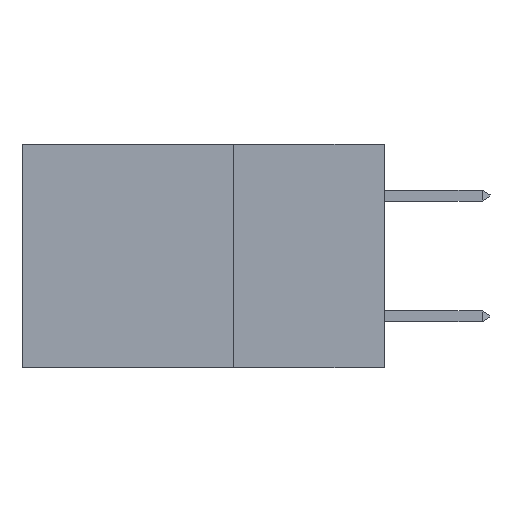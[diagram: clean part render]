
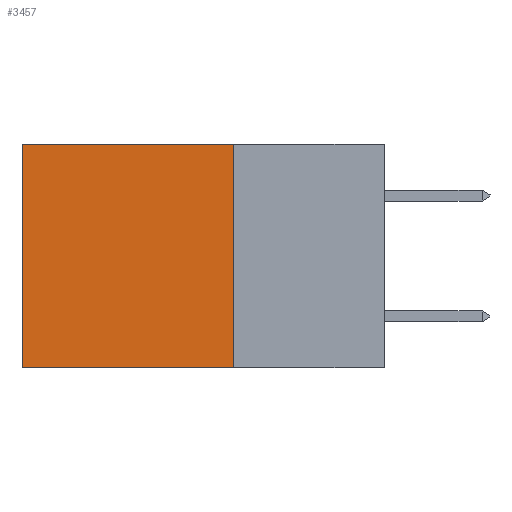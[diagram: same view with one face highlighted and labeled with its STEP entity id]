
A CAD part, left-side view. The second image highlights one B-rep face of the part: STEP entity #3457.
In plain terms, the highlighted planar face has unit normal (-1, 0, 0).
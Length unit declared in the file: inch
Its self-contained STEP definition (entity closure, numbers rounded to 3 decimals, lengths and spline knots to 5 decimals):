
#1258 = CARTESIAN_POINT ( 'NONE',  ( 0.2875, 0.6, 0. ) ) ;
#3457 = ADVANCED_FACE ( 'NONE', ( #15921 ), #11141, .F. ) ;
#4230 = VERTEX_POINT ( 'NONE', #15604 ) ;
#4930 = VERTEX_POINT ( 'NONE', #13181 ) ;
#5799 = ORIENTED_EDGE ( 'NONE', *, *, #31576, .T. ) ;
#7183 = VECTOR ( 'NONE', #21943, 39.37008 ) ;
#8084 = CARTESIAN_POINT ( 'NONE',  ( 0.2875, 0.25, 0. ) ) ;
#9846 = DIRECTION ( 'NONE',  ( 0., 0., -1. ) ) ;
#11141 = PLANE ( 'NONE',  #17671 ) ;
#13181 = CARTESIAN_POINT ( 'NONE',  ( 0.2875, 0.25, -0.37 ) ) ;
#13264 = LINE ( 'NONE', #27780, #25537 ) ;
#13495 = EDGE_CURVE ( 'NONE', #31614, #4930, #17269, .T. ) ;
#13738 = DIRECTION ( 'NONE',  ( 1., 0., 0. ) ) ;
#15249 = VECTOR ( 'NONE', #22759, 39.37008 ) ;
#15604 = CARTESIAN_POINT ( 'NONE',  ( 0.2875, 0.6, 0. ) ) ;
#15921 = FACE_OUTER_BOUND ( 'NONE', #27132, .T. ) ;
#17269 = LINE ( 'NONE', #20228, #15249 ) ;
#17671 = AXIS2_PLACEMENT_3D ( 'NONE', #8084, #13738, #21399 ) ;
#20228 = CARTESIAN_POINT ( 'NONE',  ( 0.2875, 0.25, 0. ) ) ;
#21203 = VECTOR ( 'NONE', #9846, 39.37008 ) ;
#21399 = DIRECTION ( 'NONE',  ( 0., 0., -1. ) ) ;
#21810 = EDGE_CURVE ( 'NONE', #31614, #4230, #31661, .T. ) ;
#21936 = EDGE_CURVE ( 'NONE', #4930, #31217, #13264, .T. ) ;
#21943 = DIRECTION ( 'NONE',  ( 0., 1., 0. ) ) ;
#22189 = CARTESIAN_POINT ( 'NONE',  ( 0.2875, 0.25, 0. ) ) ;
#22759 = DIRECTION ( 'NONE',  ( 0., 0., -1. ) ) ;
#23450 = CARTESIAN_POINT ( 'NONE',  ( 0.2875, 0.6, -0.37 ) ) ;
#23801 = ORIENTED_EDGE ( 'NONE', *, *, #13495, .F. ) ;
#25045 = DIRECTION ( 'NONE',  ( 0., 1., 0. ) ) ;
#25537 = VECTOR ( 'NONE', #25045, 39.37008 ) ;
#26529 = LINE ( 'NONE', #1258, #21203 ) ;
#26955 = ORIENTED_EDGE ( 'NONE', *, *, #21810, .T. ) ;
#27132 = EDGE_LOOP ( 'NONE', ( #5799, #31949, #23801, #26955 ) ) ;
#27780 = CARTESIAN_POINT ( 'NONE',  ( 0.2875, 0.25, -0.37 ) ) ;
#30408 = CARTESIAN_POINT ( 'NONE',  ( 0.2875, 0.25, 0. ) ) ;
#31217 = VERTEX_POINT ( 'NONE', #23450 ) ;
#31576 = EDGE_CURVE ( 'NONE', #4230, #31217, #26529, .T. ) ;
#31614 = VERTEX_POINT ( 'NONE', #30408 ) ;
#31661 = LINE ( 'NONE', #22189, #7183 ) ;
#31949 = ORIENTED_EDGE ( 'NONE', *, *, #21936, .F. ) ;
